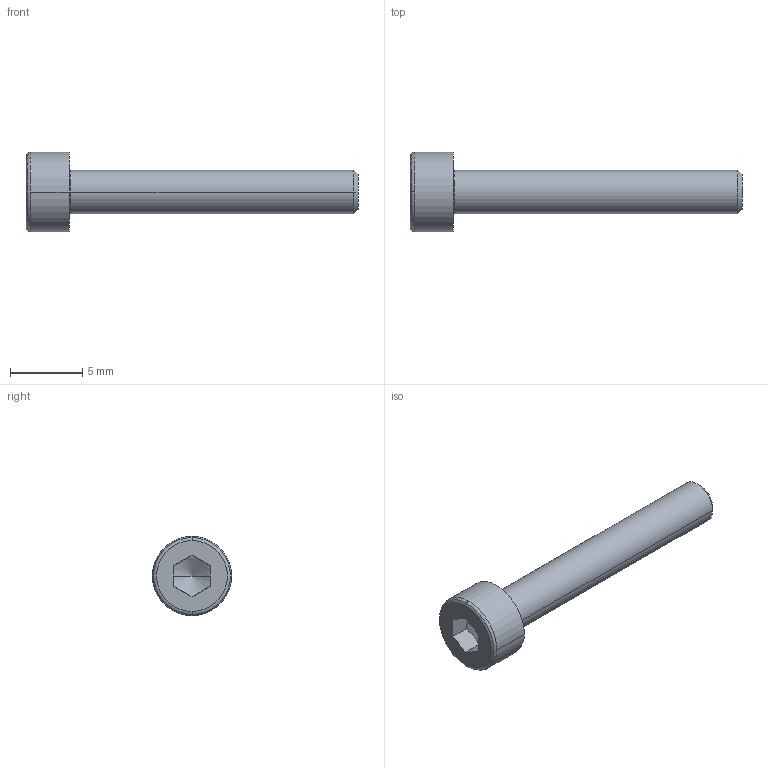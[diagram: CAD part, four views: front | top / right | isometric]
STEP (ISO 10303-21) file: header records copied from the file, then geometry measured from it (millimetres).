
FILE_DESCRIPTION((''),'2;1');
FILE_NAME('AS_1420_-_1973_-_M3_X_20','2023-02-15T17:17:45',('matteo.grassi'),(''),'CREO PARAMETRIC BY PTC INC, 2018020','CREO PARAMETRIC BY PTC INC, 2018020','');
FILE_SCHEMA(('AUTOMOTIVE_DESIGN { 1 0 10303 214 1 1 1 1 }'));
Length unit declared in the file: millimetre
Products named in the file (1): AS_1420_-_1973_-_M3_X_20
Bounding box: 23 x 5.5 x 5.5 mm (x, y, z)
Volume: 203.1 mm3; surface area: 296.1 mm2
Topology: 1 solids, 1 shells, 25 faces, 64 edges, 41 vertices
Faces by surface type: plane 9, torus 8, cylinder 4, cone 4
Entity records: 1153 total; most frequent: CARTESIAN_POINT 183, DIRECTION 140, ORIENTED_EDGE 124, COLOUR_RGB 106, PRESENTATION_STYLE_ASSIGNMENT 63, STYLED_ITEM 63, CURVE_STYLE 62, EDGE_CURVE 62
